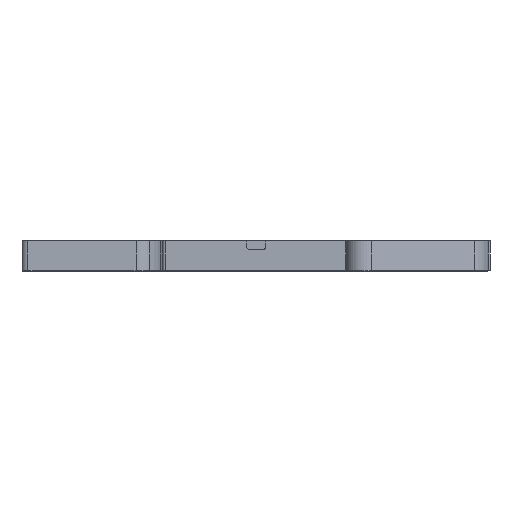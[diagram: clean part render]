
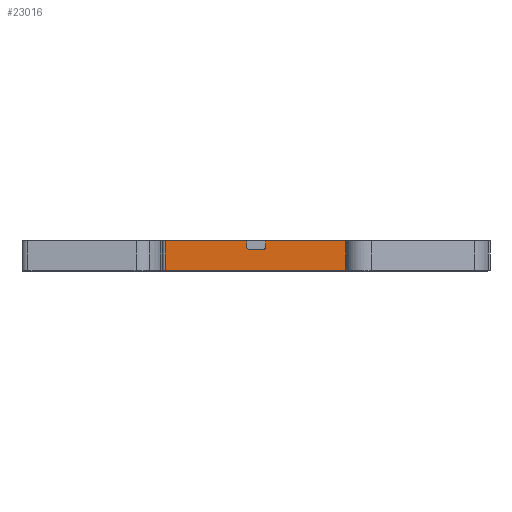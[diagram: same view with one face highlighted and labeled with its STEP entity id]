
A CAD part, front view. The second image highlights one B-rep face of the part: STEP entity #23016.
In plain terms, the highlighted planar face has unit normal (0, -1, 0).
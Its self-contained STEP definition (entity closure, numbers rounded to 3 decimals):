
#601 = PLANE ( 'NONE',  #1704 ) ;
#1264 = CARTESIAN_POINT ( 'NONE',  ( 2.049, -8.844, 79.889 ) ) ;
#1269 = CARTESIAN_POINT ( 'NONE',  ( 2.049, -8.844, 79.889 ) ) ;
#1396 = EDGE_CURVE ( 'NONE', #13928, #5330, #14181, .T. ) ;
#1650 = CARTESIAN_POINT ( 'NONE',  ( -1.151, -8.844, 79.596 ) ) ;
#1704 = AXIS2_PLACEMENT_3D ( 'NONE', #19786, #15683, #22474 ) ;
#1713 = LINE ( 'NONE', #19216, #7963 ) ;
#1742 = CARTESIAN_POINT ( 'NONE',  ( -14.725, -8.844, 79.389 ) ) ;
#1787 = CARTESIAN_POINT ( 'NONE',  ( -0.651, -8.844, 79.389 ) ) ;
#2209 = CARTESIAN_POINT ( 'NONE',  ( -0.651, -8.844, 79.389 ) ) ;
#3043 = LINE ( 'NONE', #19627, #14979 ) ;
#3171 = EDGE_CURVE ( 'NONE', #8590, #7465, #16839, .T. ) ;
#4287 = LINE ( 'NONE', #19123, #20821 ) ;
#4391 = CARTESIAN_POINT ( 'NONE',  ( 2.049, -8.844, 80.939 ) ) ;
#5330 = VERTEX_POINT ( 'NONE', #11428 ) ;
#5846 = ORIENTED_EDGE ( 'NONE', *, *, #8377, .F. ) ;
#5950 = VECTOR ( 'NONE', #21772, 1000. ) ;
#5969 = ORIENTED_EDGE ( 'NONE', *, *, #3171, .T. ) ;
#6028 = VECTOR ( 'NONE', #21232, 1000. ) ;
#6195 = CARTESIAN_POINT ( 'NONE',  ( 1.549, -8.844, 79.389 ) ) ;
#6459 = CARTESIAN_POINT ( 'NONE',  ( 2.049, -8.844, 80.889 ) ) ;
#7079 = CARTESIAN_POINT ( 'NONE',  ( -1.151, -8.844, 79.889 ) ) ;
#7465 = VERTEX_POINT ( 'NONE', #2209 ) ;
#7963 = VECTOR ( 'NONE', #25752, 1000. ) ;
#8050 = EDGE_CURVE ( 'NONE', #14083, #17420, #4287, .T. ) ;
#8377 = EDGE_CURVE ( 'NONE', #17420, #16609, #3043, .T. ) ;
#8568 = VECTOR ( 'NONE', #11774, 1000. ) ;
#8590 = VERTEX_POINT ( 'NONE', #27229 ) ;
#8838 = EDGE_LOOP ( 'NONE', ( #26777, #15700, #15873, #27844, #13897, #5846, #19997, #11601, #16861, #5969 ) ) ;
#9676 = CARTESIAN_POINT ( 'NONE',  ( -1.151, -8.844, 80.939 ) ) ;
#9872 = CARTESIAN_POINT ( 'NONE',  ( 2.049, -8.844, 79.596 ) ) ;
#10925 = VECTOR ( 'NONE', #22820, 1000. ) ;
#11428 = CARTESIAN_POINT ( 'NONE',  ( -14.725, -8.844, 75.889 ) ) ;
#11561 = LINE ( 'NONE', #18035, #22718 ) ;
#11601 = ORIENTED_EDGE ( 'NONE', *, *, #19589, .T. ) ;
#11684 = CARTESIAN_POINT ( 'NONE',  ( 15.979, -8.844, 80.889 ) ) ;
#11774 = DIRECTION ( 'NONE',  ( 0., 0., -1. ) ) ;
#12166 =( BOUNDED_CURVE ( )  B_SPLINE_CURVE ( 3, ( #1264, #9872, #21730, #6195 ),
 .UNSPECIFIED., .F., .T. ) 
 B_SPLINE_CURVE_WITH_KNOTS ( ( 4, 4 ),
 ( 3.142, 4.712 ),
 .UNSPECIFIED. ) 
 CURVE ( )  GEOMETRIC_REPRESENTATION_ITEM ( )  RATIONAL_B_SPLINE_CURVE ( ( 1., 0.805, 0.805, 1. ) ) 
 REPRESENTATION_ITEM ( '' )  );
#12380 = CARTESIAN_POINT ( 'NONE',  ( -0.943, -8.844, 79.389 ) ) ;
#13745 = VERTEX_POINT ( 'NONE', #7079 ) ;
#13897 = ORIENTED_EDGE ( 'NONE', *, *, #22399, .F. ) ;
#13928 = VERTEX_POINT ( 'NONE', #20296 ) ;
#14083 = VERTEX_POINT ( 'NONE', #6459 ) ;
#14181 = LINE ( 'NONE', #16708, #8568 ) ;
#14193 = LINE ( 'NONE', #9676, #10925 ) ;
#14979 = VECTOR ( 'NONE', #20432, 1000. ) ;
#15100 =( BOUNDED_CURVE ( )  B_SPLINE_CURVE ( 3, ( #1787, #12380, #1650, #21142 ),
 .UNSPECIFIED., .F., .T. ) 
 B_SPLINE_CURVE_WITH_KNOTS ( ( 4, 4 ),
 ( 4.712, 6.283 ),
 .UNSPECIFIED. ) 
 CURVE ( )  GEOMETRIC_REPRESENTATION_ITEM ( )  RATIONAL_B_SPLINE_CURVE ( ( 1., 0.805, 0.805, 1. ) ) 
 REPRESENTATION_ITEM ( '' )  );
#15113 = LINE ( 'NONE', #4391, #5950 ) ;
#15683 = DIRECTION ( 'NONE',  ( 0., 1., 0. ) ) ;
#15700 = ORIENTED_EDGE ( 'NONE', *, *, #26366, .T. ) ;
#15873 = ORIENTED_EDGE ( 'NONE', *, *, #26957, .F. ) ;
#16609 = VERTEX_POINT ( 'NONE', #23630 ) ;
#16708 = CARTESIAN_POINT ( 'NONE',  ( -14.725, -8.844, 80.939 ) ) ;
#16839 = LINE ( 'NONE', #1742, #6028 ) ;
#16861 = ORIENTED_EDGE ( 'NONE', *, *, #21594, .T. ) ;
#17420 = VERTEX_POINT ( 'NONE', #11684 ) ;
#18035 = CARTESIAN_POINT ( 'NONE',  ( -14.725, -8.844, 80.889 ) ) ;
#18067 = FACE_OUTER_BOUND ( 'NONE', #8838, .T. ) ;
#18978 = VERTEX_POINT ( 'NONE', #1269 ) ;
#19123 = CARTESIAN_POINT ( 'NONE',  ( -14.725, -8.844, 80.889 ) ) ;
#19216 = CARTESIAN_POINT ( 'NONE',  ( 15.979, -8.844, 75.889 ) ) ;
#19589 = EDGE_CURVE ( 'NONE', #14083, #18978, #15113, .T. ) ;
#19627 = CARTESIAN_POINT ( 'NONE',  ( 15.979, -8.844, 80.939 ) ) ;
#19676 = VERTEX_POINT ( 'NONE', #20043 ) ;
#19786 = CARTESIAN_POINT ( 'NONE',  ( -14.725, -8.844, 80.939 ) ) ;
#19997 = ORIENTED_EDGE ( 'NONE', *, *, #8050, .F. ) ;
#20043 = CARTESIAN_POINT ( 'NONE',  ( -1.151, -8.844, 80.889 ) ) ;
#20296 = CARTESIAN_POINT ( 'NONE',  ( -14.725, -8.844, 80.889 ) ) ;
#20432 = DIRECTION ( 'NONE',  ( 0., 0., -1. ) ) ;
#20821 = VECTOR ( 'NONE', #21245, 1000. ) ;
#21142 = CARTESIAN_POINT ( 'NONE',  ( -1.151, -8.844, 79.889 ) ) ;
#21232 = DIRECTION ( 'NONE',  ( -1., 0., 0. ) ) ;
#21245 = DIRECTION ( 'NONE',  ( 1., 0., 0. ) ) ;
#21594 = EDGE_CURVE ( 'NONE', #18978, #8590, #12166, .T. ) ;
#21730 = CARTESIAN_POINT ( 'NONE',  ( 1.842, -8.844, 79.389 ) ) ;
#21772 = DIRECTION ( 'NONE',  ( 0., 0., -1. ) ) ;
#22399 = EDGE_CURVE ( 'NONE', #16609, #5330, #1713, .T. ) ;
#22474 = DIRECTION ( 'NONE',  ( -1., 0., 0. ) ) ;
#22595 = DIRECTION ( 'NONE',  ( 1., 0., 0. ) ) ;
#22718 = VECTOR ( 'NONE', #22595, 1000. ) ;
#22820 = DIRECTION ( 'NONE',  ( 0., 0., 1. ) ) ;
#23016 = ADVANCED_FACE ( 'NONE', ( #18067 ), #601, .F. ) ;
#23630 = CARTESIAN_POINT ( 'NONE',  ( 15.979, -8.844, 75.889 ) ) ;
#25752 = DIRECTION ( 'NONE',  ( -1., 0., 0. ) ) ;
#26366 = EDGE_CURVE ( 'NONE', #13745, #19676, #14193, .T. ) ;
#26524 = EDGE_CURVE ( 'NONE', #7465, #13745, #15100, .T. ) ;
#26777 = ORIENTED_EDGE ( 'NONE', *, *, #26524, .T. ) ;
#26957 = EDGE_CURVE ( 'NONE', #13928, #19676, #11561, .T. ) ;
#27229 = CARTESIAN_POINT ( 'NONE',  ( 1.549, -8.844, 79.389 ) ) ;
#27844 = ORIENTED_EDGE ( 'NONE', *, *, #1396, .T. ) ;
